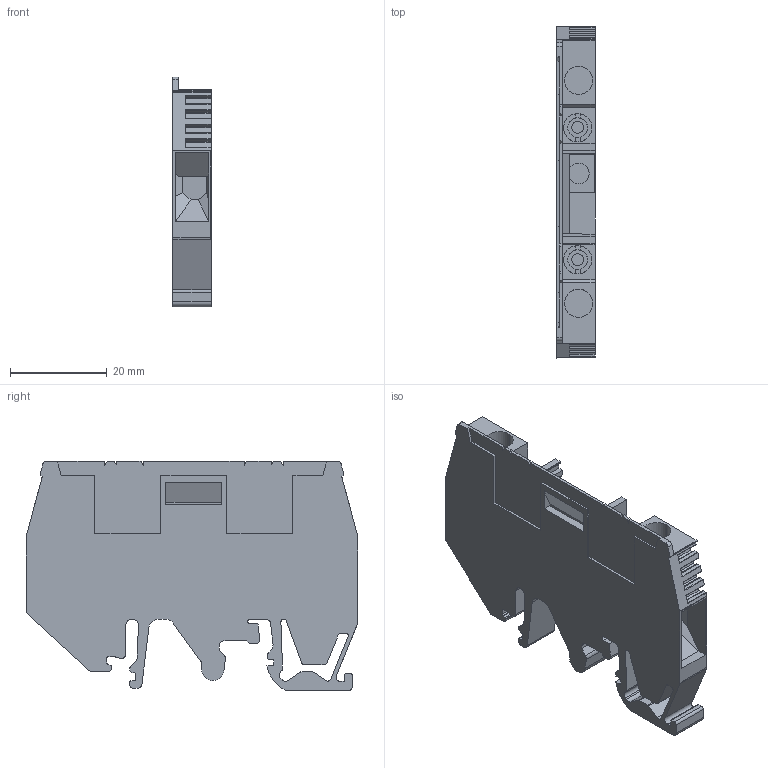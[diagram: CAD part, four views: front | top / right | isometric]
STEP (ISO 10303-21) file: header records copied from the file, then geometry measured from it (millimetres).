
FILE_DESCRIPTION(('CATIA V5 STEP Exchange','CAx-IF Rec.Pracs.--- Model Styling and Organization---1.4--- 2014-01-23'),'2;1');
FILE_NAME ('D1448056_0', '2020-03-02T13:06:40+00:00', ('none'), ('Weidmueller'), 'CATIA Version 5-6 Release 2016 SP3 HF44', 'CATIA V5 STEP AP214', 'none');
FILE_SCHEMA(('AUTOMOTIVE_DESIGN { 1 0 10303 214 1 1 1 1 }'));
Length unit declared in the file: millimetre
Products named in the file (1): 1062520000_WTL_6-1_EN_STB_SW
Bounding box: 7.9 x 68.5 x 47.4 mm (x, y, z)
Volume: 14941.6 mm3; surface area: 10830.2 mm2
Topology: 4 solids, 4 shells, 397 faces, 1204 edges, 823 vertices
Faces by surface type: plane 298, cylinder 85, extrusion 12, cone 2
Entity records: 13103 total; most frequent: CARTESIAN_POINT 2735, ORIENTED_EDGE 2408, DIRECTION 1717, EDGE_CURVE 1204, VECTOR 902, LINE 890, VERTEX_POINT 823, AXIS2_PLACEMENT_3D 502
